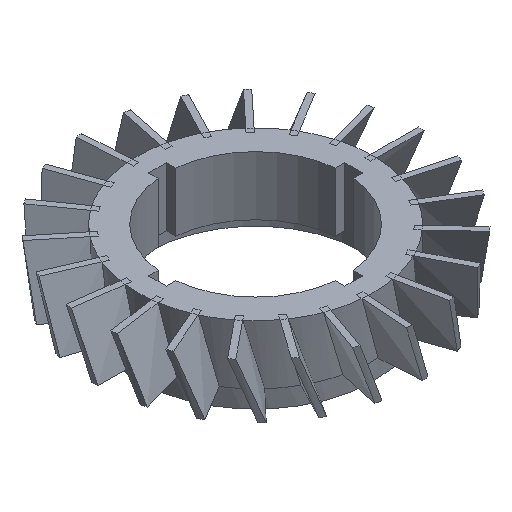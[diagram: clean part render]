
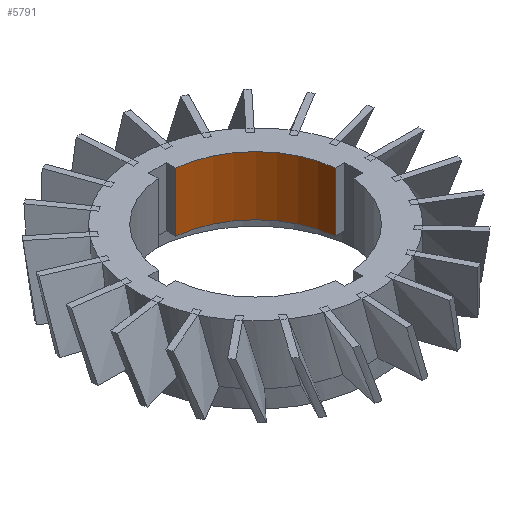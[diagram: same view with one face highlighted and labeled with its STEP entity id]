
A CAD part, isometric view. The second image highlights one B-rep face of the part: STEP entity #5791.
In plain terms, the highlighted cylindrical face has radius 15.1 mm (diameter 30.2 mm), a partial arc.
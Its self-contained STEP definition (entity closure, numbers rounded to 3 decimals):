
#2868 = EDGE_CURVE('',#2869,#2871,#2873,.T.);
#2869 = VERTEX_POINT('',#2870);
#2870 = CARTESIAN_POINT('',(15.025,1.5,10.));
#2871 = VERTEX_POINT('',#2872);
#2872 = CARTESIAN_POINT('',(1.5,15.025,10.));
#2873 = CIRCLE('',#2874,15.1);
#2874 = AXIS2_PLACEMENT_3D('',#2875,#2876,#2877);
#2875 = CARTESIAN_POINT('',(0.,0.,10.));
#2876 = DIRECTION('',(0.,0.,1.));
#2877 = DIRECTION('',(1.,0.,0.));
#5791 = ADVANCED_FACE('',(#5792),#5818,.F.);
#5792 = FACE_BOUND('',#5793,.T.);
#5793 = EDGE_LOOP('',(#5794,#5805,#5811,#5812));
#5794 = ORIENTED_EDGE('',*,*,#5795,.F.);
#5795 = EDGE_CURVE('',#5796,#5798,#5800,.T.);
#5796 = VERTEX_POINT('',#5797);
#5797 = CARTESIAN_POINT('',(15.025,1.5,0.));
#5798 = VERTEX_POINT('',#5799);
#5799 = CARTESIAN_POINT('',(1.5,15.025,0.));
#5800 = CIRCLE('',#5801,15.1);
#5801 = AXIS2_PLACEMENT_3D('',#5802,#5803,#5804);
#5802 = CARTESIAN_POINT('',(0.,0.,0.));
#5803 = DIRECTION('',(0.,0.,1.));
#5804 = DIRECTION('',(1.,0.,0.));
#5805 = ORIENTED_EDGE('',*,*,#5806,.T.);
#5806 = EDGE_CURVE('',#5796,#2869,#5807,.T.);
#5807 = LINE('',#5808,#5809);
#5808 = CARTESIAN_POINT('',(15.025,1.5,0.));
#5809 = VECTOR('',#5810,1.);
#5810 = DIRECTION('',(0.,0.,1.));
#5811 = ORIENTED_EDGE('',*,*,#2868,.T.);
#5812 = ORIENTED_EDGE('',*,*,#5813,.F.);
#5813 = EDGE_CURVE('',#5798,#2871,#5814,.T.);
#5814 = LINE('',#5815,#5816);
#5815 = CARTESIAN_POINT('',(1.5,15.025,0.));
#5816 = VECTOR('',#5817,1.);
#5817 = DIRECTION('',(0.,0.,1.));
#5818 = CYLINDRICAL_SURFACE('',#5819,15.1);
#5819 = AXIS2_PLACEMENT_3D('',#5820,#5821,#5822);
#5820 = CARTESIAN_POINT('',(0.,0.,0.));
#5821 = DIRECTION('',(-0.,-0.,-1.));
#5822 = DIRECTION('',(1.,0.,0.));
